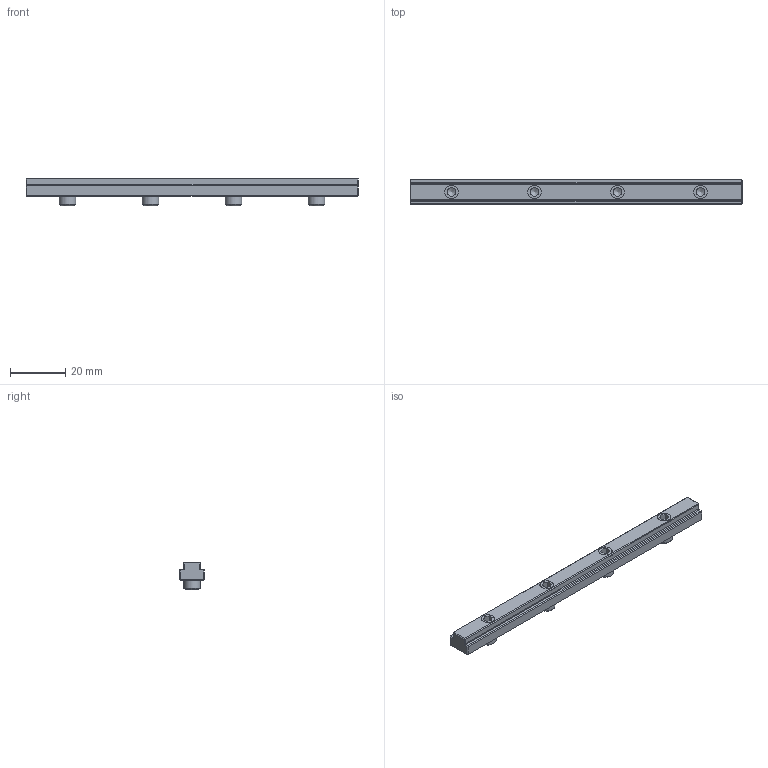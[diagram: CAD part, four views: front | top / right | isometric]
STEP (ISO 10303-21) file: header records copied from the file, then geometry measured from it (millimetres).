
FILE_DESCRIPTION(/* description */ ('Spojovací člen'),/* implementation_level */ '2;1');
FILE_NAME(/* name */ '321307.stp',/* time_stamp */ '2022-10-05T11:23:44+02:00',/* author */ ('aluteckkpl_am'),/* organization */ (''),/* preprocessor_version */ 'ST-DEVELOPER v18.1',/* originating_system */ 'Autodesk Inventor 2021',/* authorisation */ '');
FILE_SCHEMA (('CONFIG_CONTROL_DESIGN'));
Length unit declared in the file: millimetre
Products named in the file (1): 321307
Bounding box: 120 x 9 x 10 mm (x, y, z)
Volume: 6614.5 mm3; surface area: 5000.9 mm2
Topology: 5 solids, 5 shells, 99 faces, 227 edges, 138 vertices
Faces by surface type: plane 73, cone 16, cylinder 10
Full cylindrical faces by diameter (mm): 4.917 x4, 6 x4
Entity records: 2842 total; most frequent: CARTESIAN_POINT 509, ORIENTED_EDGE 446, DIRECTION 443, EDGE_CURVE 223, LINE 155, VECTOR 155, AXIS2_PLACEMENT_3D 144, VERTEX_POINT 138
